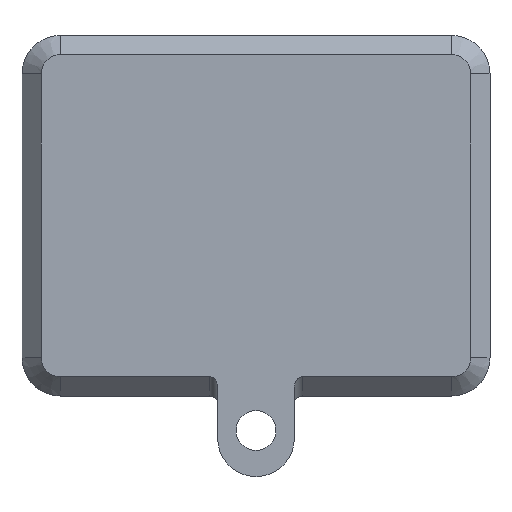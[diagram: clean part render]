
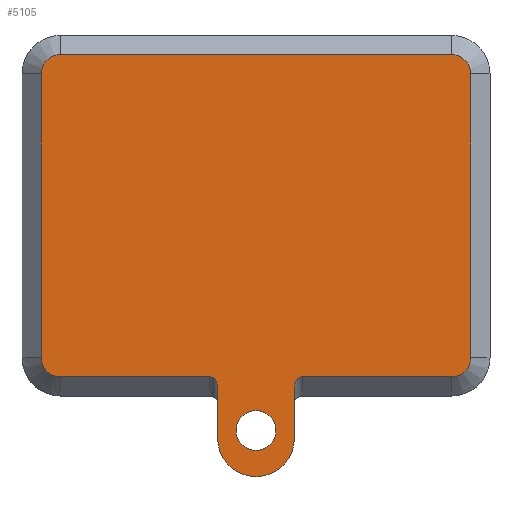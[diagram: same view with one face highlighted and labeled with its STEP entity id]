
A CAD part, front view. The second image highlights one B-rep face of the part: STEP entity #5105.
In plain terms, the highlighted planar face has unit normal (0, -1, 0).
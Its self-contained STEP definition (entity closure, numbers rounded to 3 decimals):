
#133=FACE_BOUND('',#1120,.T.);
#431=PLANE('',#5436);
#445=CIRCLE('',#5164,2.6);
#446=CIRCLE('',#5166,5.);
#549=CIRCLE('',#5437,2.5);
#550=CIRCLE('',#5438,2.5);
#551=CIRCLE('',#5439,2.5);
#552=CIRCLE('',#5440,2.5);
#824=FACE_OUTER_BOUND('',#1119,.T.);
#1119=EDGE_LOOP('',(#4670,#4671,#4672,#4673,#4674,#4675,#4676,#4677,#4678,
#4679,#4680,#4681,#4682,#4683));
#1120=EDGE_LOOP('',(#4684));
#1147=ELLIPSE('',#5143,1.414,1.);
#1150=ELLIPSE('',#5153,1.414,1.);
#1164=LINE('',#6600,#1609);
#1181=LINE('',#7121,#1626);
#1188=LINE('',#7135,#1633);
#1198=LINE('',#7163,#1643);
#1582=LINE('',#9531,#2027);
#1583=LINE('',#9535,#2028);
#1584=LINE('',#9539,#2029);
#1609=VECTOR('',#5493,10.);
#1626=VECTOR('',#5524,10.);
#1633=VECTOR('',#5535,10.);
#1643=VECTOR('',#5567,10.);
#2027=VECTOR('',#6491,10.);
#2028=VECTOR('',#6494,10.);
#2029=VECTOR('',#6497,10.);
#2049=VERTEX_POINT('',#6582);
#2050=VERTEX_POINT('',#6584);
#2055=VERTEX_POINT('',#6598);
#2150=VERTEX_POINT('',#7114);
#2151=VERTEX_POINT('',#7116);
#2152=VERTEX_POINT('',#7120);
#2157=VERTEX_POINT('',#7133);
#2163=VERTEX_POINT('',#7155);
#2164=VERTEX_POINT('',#7159);
#2517=VERTEX_POINT('',#9528);
#2518=VERTEX_POINT('',#9530);
#2519=VERTEX_POINT('',#9532);
#2520=VERTEX_POINT('',#9534);
#2521=VERTEX_POINT('',#9536);
#2522=VERTEX_POINT('',#9538);
#2532=EDGE_CURVE('',#2049,#2050,#1147,.T.);
#2540=EDGE_CURVE('',#2055,#2049,#1164,.T.);
#2638=EDGE_CURVE('',#2150,#2151,#1150,.T.);
#2640=EDGE_CURVE('',#2151,#2152,#1181,.T.);
#2647=EDGE_CURVE('',#2150,#2157,#1188,.T.);
#2658=EDGE_CURVE('',#2163,#2163,#445,.T.);
#2659=EDGE_CURVE('',#2157,#2164,#446,.T.);
#2661=EDGE_CURVE('',#2050,#2164,#1198,.T.);
#3250=EDGE_CURVE('',#2517,#2055,#549,.T.);
#3251=EDGE_CURVE('',#2518,#2517,#1582,.T.);
#3252=EDGE_CURVE('',#2519,#2518,#550,.T.);
#3253=EDGE_CURVE('',#2520,#2519,#1583,.T.);
#3254=EDGE_CURVE('',#2521,#2520,#551,.T.);
#3255=EDGE_CURVE('',#2522,#2521,#1584,.T.);
#3256=EDGE_CURVE('',#2152,#2522,#552,.T.);
#4670=ORIENTED_EDGE('',*,*,#2540,.F.);
#4671=ORIENTED_EDGE('',*,*,#3250,.F.);
#4672=ORIENTED_EDGE('',*,*,#3251,.F.);
#4673=ORIENTED_EDGE('',*,*,#3252,.F.);
#4674=ORIENTED_EDGE('',*,*,#3253,.F.);
#4675=ORIENTED_EDGE('',*,*,#3254,.F.);
#4676=ORIENTED_EDGE('',*,*,#3255,.F.);
#4677=ORIENTED_EDGE('',*,*,#3256,.F.);
#4678=ORIENTED_EDGE('',*,*,#2640,.F.);
#4679=ORIENTED_EDGE('',*,*,#2638,.F.);
#4680=ORIENTED_EDGE('',*,*,#2647,.T.);
#4681=ORIENTED_EDGE('',*,*,#2659,.T.);
#4682=ORIENTED_EDGE('',*,*,#2661,.F.);
#4683=ORIENTED_EDGE('',*,*,#2532,.F.);
#4684=ORIENTED_EDGE('',*,*,#2658,.T.);
#5105=ADVANCED_FACE('',(#824,#133),#431,.F.);
#5143=AXIS2_PLACEMENT_3D('',#6585,#5478,#5479);
#5153=AXIS2_PLACEMENT_3D('',#7117,#5519,#5520);
#5164=AXIS2_PLACEMENT_3D('',#7157,#5558,#5559);
#5166=AXIS2_PLACEMENT_3D('',#7160,#5562,#5563);
#5436=AXIS2_PLACEMENT_3D('',#9527,#6487,#6488);
#5437=AXIS2_PLACEMENT_3D('',#9529,#6489,#6490);
#5438=AXIS2_PLACEMENT_3D('',#9533,#6492,#6493);
#5439=AXIS2_PLACEMENT_3D('',#9537,#6495,#6496);
#5440=AXIS2_PLACEMENT_3D('',#9540,#6498,#6499);
#5478=DIRECTION('center_axis',(0.,-1.,0.));
#5479=DIRECTION('ref_axis',(0.,0.,1.));
#5493=DIRECTION('',(-1.,0.,0.));
#5519=DIRECTION('center_axis',(0.,-1.,0.));
#5520=DIRECTION('ref_axis',(0.,0.,1.));
#5524=DIRECTION('',(-1.,0.,0.));
#5535=DIRECTION('',(0.,0.,-1.));
#5558=DIRECTION('center_axis',(0.,1.,0.));
#5559=DIRECTION('ref_axis',(1.,0.,0.));
#5562=DIRECTION('center_axis',(0.,-1.,0.));
#5563=DIRECTION('ref_axis',(1.,0.,0.));
#5567=DIRECTION('',(0.,0.,-1.));
#6487=DIRECTION('center_axis',(0.,1.,0.));
#6488=DIRECTION('ref_axis',(1.,0.,0.));
#6489=DIRECTION('center_axis',(0.,1.,0.));
#6490=DIRECTION('ref_axis',(0.707,0.,-0.707));
#6491=DIRECTION('',(0.,0.,-1.));
#6492=DIRECTION('center_axis',(0.,1.,0.));
#6493=DIRECTION('ref_axis',(0.707,0.,0.707));
#6494=DIRECTION('',(1.,0.,0.));
#6495=DIRECTION('center_axis',(0.,1.,0.));
#6496=DIRECTION('ref_axis',(-0.707,0.,0.707));
#6497=DIRECTION('',(0.,0.,1.));
#6498=DIRECTION('center_axis',(0.,1.,0.));
#6499=DIRECTION('ref_axis',(-0.707,0.,-0.707));
#6582=CARTESIAN_POINT('',(6.,0.,-21.));
#6584=CARTESIAN_POINT('',(5.,0.,-22.414));
#6585=CARTESIAN_POINT('Origin',(6.,0.,-22.414));
#6598=CARTESIAN_POINT('',(25.5,0.,-21.));
#6600=CARTESIAN_POINT('',(15.25,0.,-21.));
#7114=CARTESIAN_POINT('',(-5.,0.,-22.414));
#7116=CARTESIAN_POINT('',(-6.,0.,-21.));
#7117=CARTESIAN_POINT('Origin',(-6.,0.,-22.414));
#7120=CARTESIAN_POINT('',(-25.5,0.,-21.));
#7121=CARTESIAN_POINT('',(15.25,0.,-21.));
#7133=CARTESIAN_POINT('',(-5.,0.,-29.));
#7135=CARTESIAN_POINT('',(-5.,0.,-21.));
#7155=CARTESIAN_POINT('',(-2.6,0.,-28.));
#7157=CARTESIAN_POINT('Origin',(0.,0.,-28.));
#7159=CARTESIAN_POINT('',(5.,0.,-29.));
#7160=CARTESIAN_POINT('Origin',(0.,0.,-29.));
#7163=CARTESIAN_POINT('',(5.,0.,-21.));
#9527=CARTESIAN_POINT('Origin',(0.,0.,0.));
#9528=CARTESIAN_POINT('',(28.,0.,-18.5));
#9529=CARTESIAN_POINT('Origin',(25.5,0.,-18.5));
#9530=CARTESIAN_POINT('',(28.,0.,18.5));
#9531=CARTESIAN_POINT('',(28.,0.,11.75));
#9532=CARTESIAN_POINT('',(25.5,0.,21.));
#9533=CARTESIAN_POINT('Origin',(25.5,0.,18.5));
#9534=CARTESIAN_POINT('',(-25.5,0.,21.));
#9535=CARTESIAN_POINT('',(-15.25,0.,21.));
#9536=CARTESIAN_POINT('',(-28.,0.,18.5));
#9537=CARTESIAN_POINT('Origin',(-25.5,0.,18.5));
#9538=CARTESIAN_POINT('',(-28.,0.,-18.5));
#9539=CARTESIAN_POINT('',(-28.,0.,-11.75));
#9540=CARTESIAN_POINT('Origin',(-25.5,0.,-18.5));
